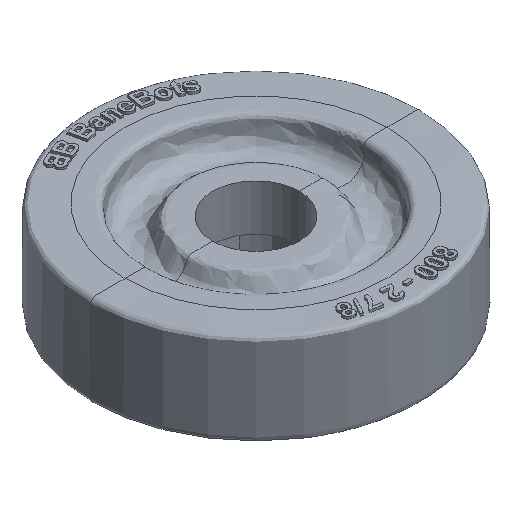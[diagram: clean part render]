
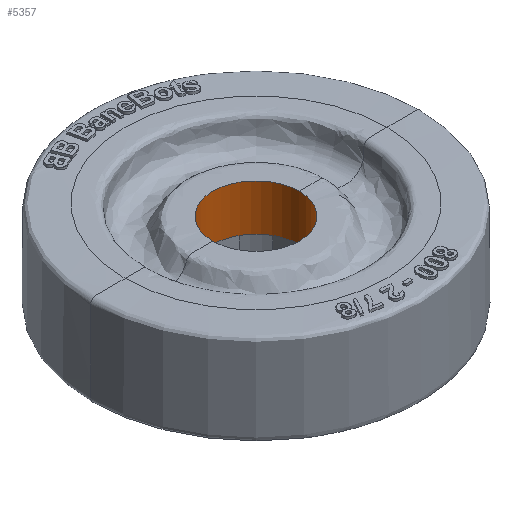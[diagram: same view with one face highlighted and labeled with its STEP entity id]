
A CAD part, isometric view. The second image highlights one B-rep face of the part: STEP entity #5357.
In plain terms, the highlighted cylindrical face has radius 9.525 mm (diameter 19.05 mm), a full revolution.
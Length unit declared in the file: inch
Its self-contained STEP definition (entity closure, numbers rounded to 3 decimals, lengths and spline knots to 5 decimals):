
#17=CYLINDRICAL_SURFACE('',#5627,0.375);
#680=LINE('',#21701,#1027);
#1027=VECTOR('',#6485,0.375);
#1431=FACE_OUTER_BOUND('',#1830,.T.);
#1830=EDGE_LOOP('',(#5004,#5005,#5006,#5007,#5008));
#1950=CIRCLE('',#5617,0.375);
#1951=CIRCLE('',#5618,0.375);
#1952=CIRCLE('',#5628,0.375);
#2738=VERTEX_POINT('',#21153);
#2739=VERTEX_POINT('',#21240);
#2740=VERTEX_POINT('',#21479);
#3485=EDGE_CURVE('',#2738,#2738,#1950,.T.);
#3487=EDGE_CURVE('',#2740,#2739,#1951,.T.);
#3497=EDGE_CURVE('',#2739,#2740,#1952,.T.);
#3498=EDGE_CURVE('',#2739,#2738,#680,.T.);
#5004=ORIENTED_EDGE('',*,*,#3497,.T.);
#5005=ORIENTED_EDGE('',*,*,#3487,.T.);
#5006=ORIENTED_EDGE('',*,*,#3498,.T.);
#5007=ORIENTED_EDGE('',*,*,#3485,.T.);
#5008=ORIENTED_EDGE('',*,*,#3498,.F.);
#5357=ADVANCED_FACE('',(#1431),#17,.F.);
#5617=AXIS2_PLACEMENT_3D('',#21154,#6453,#6454);
#5618=AXIS2_PLACEMENT_3D('',#21480,#6455,#6456);
#5627=AXIS2_PLACEMENT_3D('',#21699,#6481,#6482);
#5628=AXIS2_PLACEMENT_3D('',#21700,#6483,#6484);
#6453=DIRECTION('center_axis',(0.,0.,-1.));
#6454=DIRECTION('ref_axis',(1.,0.,0.));
#6455=DIRECTION('center_axis',(0.,0.,
1.));
#6456=DIRECTION('ref_axis',(-1.,0.,0.));
#6481=DIRECTION('center_axis',(0.,0.,-1.));
#6482=DIRECTION('ref_axis',(1.,0.,0.));
#6483=DIRECTION('center_axis',(0.,0.,
1.));
#6484=DIRECTION('ref_axis',(1.,0.,0.));
#6485=DIRECTION('',(0.,0.,-1.));
#21153=CARTESIAN_POINT('',(-0.375,0.,0.3));
#21154=CARTESIAN_POINT('Origin',(0.,0.,0.3));
#21240=CARTESIAN_POINT('',(-0.375,0.,0.7));
#21479=CARTESIAN_POINT('',(0.375,0.,0.7));
#21480=CARTESIAN_POINT('Origin',(0.,0.,
0.7));
#21699=CARTESIAN_POINT('Origin',(0.,0.,
0.5));
#21700=CARTESIAN_POINT('Origin',(0.,0.,0.7));
#21701=CARTESIAN_POINT('',(-0.375,0.,0.5));
